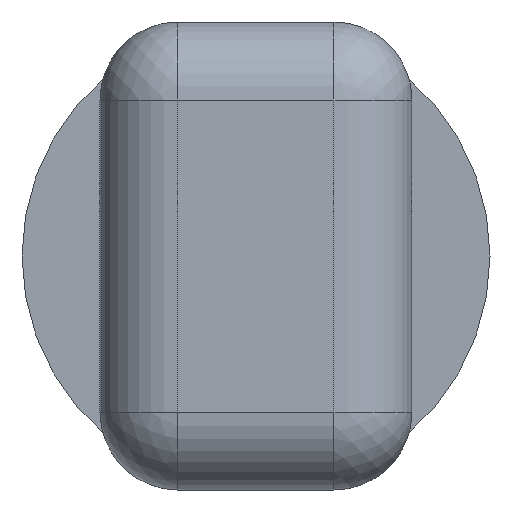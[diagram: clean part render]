
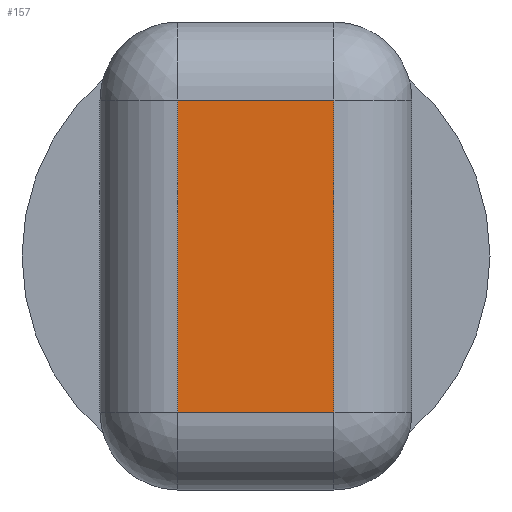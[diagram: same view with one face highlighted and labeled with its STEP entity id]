
A CAD part, left-side view. The second image highlights one B-rep face of the part: STEP entity #157.
In plain terms, the highlighted planar face has unit normal (-1, 0, 0).
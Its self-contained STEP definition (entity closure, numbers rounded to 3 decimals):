
#157=ADVANCED_FACE('',(#425),#426,.T.);
#425=FACE_OUTER_BOUND('',#727,.T.);
#426=PLANE('',#728);
#727=EDGE_LOOP('',(#1724,#1725,#1726,#1727));
#728=AXIS2_PLACEMENT_3D('',#1728,#1729,#1730);
#1724=ORIENTED_EDGE('',*,*,#2057,.T.);
#1725=ORIENTED_EDGE('',*,*,#2055,.T.);
#1726=ORIENTED_EDGE('',*,*,#2051,.T.);
#1727=ORIENTED_EDGE('',*,*,#1998,.F.);
#1728=CARTESIAN_POINT('',(-12.5,0.0,0.0));
#1729=DIRECTION('',(-1.0,0.0,0.0));
#1730=DIRECTION('',(0.0,0.0,1.0));
#1998=EDGE_CURVE('',#2372,#2382,#2383,.T.);
#2051=EDGE_CURVE('',#2468,#2382,#2469,.T.);
#2055=EDGE_CURVE('',#2397,#2468,#2473,.T.);
#2057=EDGE_CURVE('',#2372,#2397,#2475,.T.);
#2372=VERTEX_POINT('',#2994);
#2382=VERTEX_POINT('',#3005);
#2383=LINE('',#3006,#3007);
#2397=VERTEX_POINT('',#3050);
#2468=VERTEX_POINT('',#3158);
#2469=LINE('',#3159,#3160);
#2473=LINE('',#3165,#3166);
#2475=LINE('',#3168,#3169);
#2994=CARTESIAN_POINT('',(-12.5,-2.0,4.0));
#3005=CARTESIAN_POINT('',(-12.5,-2.0,-4.0));
#3006=CARTESIAN_POINT('',(-12.5,-2.0,4.0));
#3007=VECTOR('',#4000,8.0);
#3050=CARTESIAN_POINT('',(-12.5,2.0,4.0));
#3158=CARTESIAN_POINT('',(-12.5,2.0,-4.0));
#3159=CARTESIAN_POINT('',(-12.5,2.0,-4.0));
#3160=VECTOR('',#4121,4.0);
#3165=CARTESIAN_POINT('',(-12.5,2.0,4.0));
#3166=VECTOR('',#4129,8.0);
#3168=CARTESIAN_POINT('',(-12.5,-2.0,4.0));
#3169=VECTOR('',#4133,4.0);
#4000=DIRECTION('',(0.0,0.0,-1.0));
#4121=DIRECTION('',(0.0,-1.0,0.0));
#4129=DIRECTION('',(0.0,0.0,-1.0));
#4133=DIRECTION('',(0.0,1.0,0.0));
